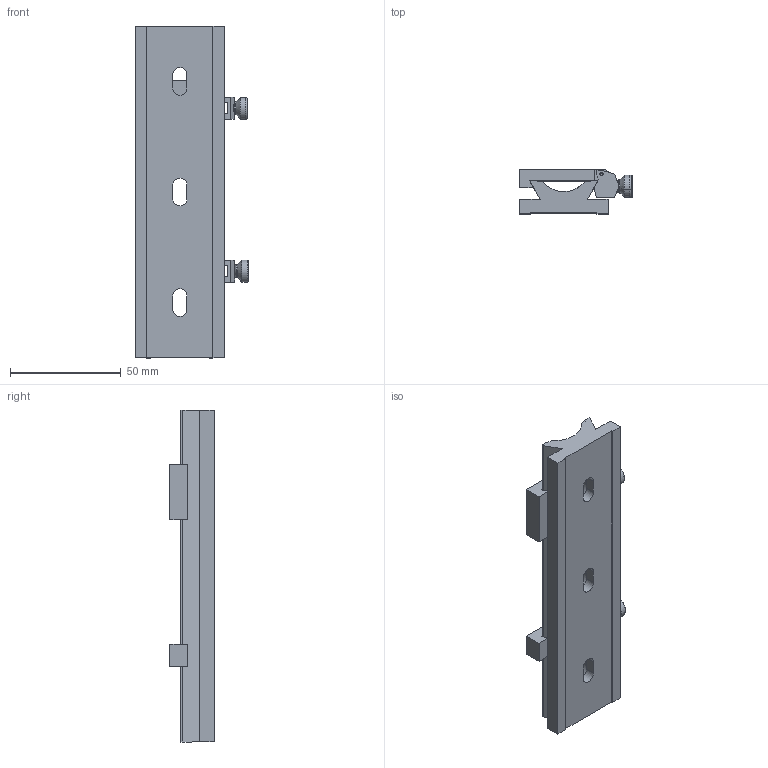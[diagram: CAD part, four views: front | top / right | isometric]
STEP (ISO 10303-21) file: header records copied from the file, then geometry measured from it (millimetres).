
FILE_DESCRIPTION (( 'STEP AP203' ), '1' );
FILE_NAME ('4.2.1.3_H40G-150.STEP', '2023-12-06T03:21:29', ( '' ), ( '' ), 'SwSTEP 2.0', 'SolidWorks 2021', '' );
FILE_SCHEMA (( 'CONFIG_CONTROL_DESIGN' ));
Length unit declared in the file: millimetre
Products named in the file (1): 4.2.1.3_H40G-150
Bounding box: 51.03 x 20 x 150 mm (x, y, z)
Surface area: 26504 mm2 (no closed solid volume)
Topology: 0 solids, 8 shells, 157 faces, 467 edges, 316 vertices
Faces by surface type: plane 92, cylinder 51, torus 8, cone 6
Entity records: 5661 total; most frequent: CARTESIAN_POINT 1255, DIRECTION 909, ORIENTED_EDGE 850, EDGE_CURVE 467, VERTEX_POINT 316, VECTOR 313, LINE 313, AXIS2_PLACEMENT_3D 298
